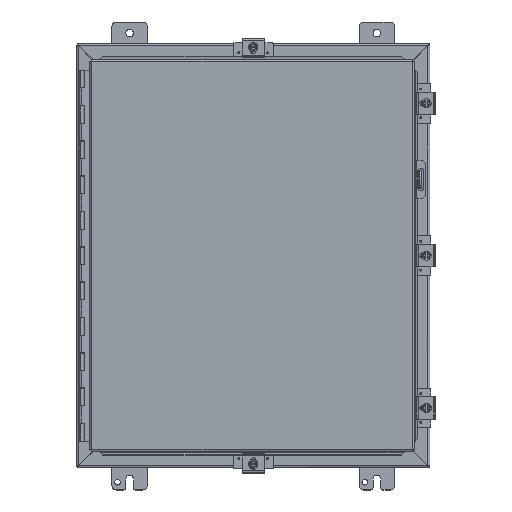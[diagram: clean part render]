
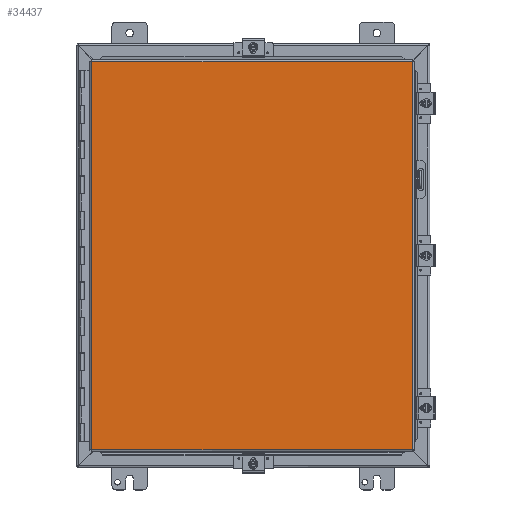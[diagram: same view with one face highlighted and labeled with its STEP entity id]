
A CAD part, top view. The second image highlights one B-rep face of the part: STEP entity #34437.
In plain terms, the highlighted face is planar.
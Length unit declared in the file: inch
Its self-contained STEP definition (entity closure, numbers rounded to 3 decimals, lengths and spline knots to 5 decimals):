
#2141 = DIRECTION ( 'NONE',  ( -1., 0., 0. ) ) ;
#3138 = EDGE_CURVE ( 'NONE', #23980, #24364, #38309, .T. ) ;
#6290 = VECTOR ( 'NONE', #11067, 39.37008 ) ;
#7308 = EDGE_CURVE ( 'NONE', #21238, #45011, #36741, .T. ) ;
#7703 = DIRECTION ( 'NONE',  ( 0., -1., 0. ) ) ;
#7877 = ORIENTED_EDGE ( 'NONE', *, *, #3138, .T. ) ;
#9930 = CARTESIAN_POINT ( 'NONE',  ( 9.08225, 10.9885, 0. ) ) ;
#11067 = DIRECTION ( 'NONE',  ( 0., 1., 0. ) ) ;
#13416 = CARTESIAN_POINT ( 'NONE',  ( -9.08225, -10.9885, 0. ) ) ;
#16870 = LINE ( 'NONE', #21024, #37193 ) ;
#17300 = PLANE ( 'NONE',  #28014 ) ;
#17452 = DIRECTION ( 'NONE',  ( 0., 0., 1. ) ) ;
#21024 = CARTESIAN_POINT ( 'NONE',  ( -9.08225, 10.9885, 0. ) ) ;
#21238 = VERTEX_POINT ( 'NONE', #31931 ) ;
#22450 = EDGE_CURVE ( 'NONE', #24364, #21238, #46385, .T. ) ;
#23980 = VERTEX_POINT ( 'NONE', #9930 ) ;
#24364 = VERTEX_POINT ( 'NONE', #39221 ) ;
#25000 = CARTESIAN_POINT ( 'NONE',  ( 9.08225, -10.9885, 0. ) ) ;
#28014 = AXIS2_PLACEMENT_3D ( 'NONE', #40277, #17452, #44031 ) ;
#28222 = VECTOR ( 'NONE', #7703, 39.37008 ) ;
#28300 = FACE_OUTER_BOUND ( 'NONE', #49152, .T. ) ;
#29225 = CARTESIAN_POINT ( 'NONE',  ( -9.08225, 10.9885, 0. ) ) ;
#29710 = ORIENTED_EDGE ( 'NONE', *, *, #44894, .T. ) ;
#31931 = CARTESIAN_POINT ( 'NONE',  ( -9.08225, -10.9885, 0. ) ) ;
#33609 = ORIENTED_EDGE ( 'NONE', *, *, #22450, .T. ) ;
#34437 = ADVANCED_FACE ( 'NONE', ( #28300 ), #17300, .F. ) ;
#36741 = LINE ( 'NONE', #13416, #6290 ) ;
#36808 = ORIENTED_EDGE ( 'NONE', *, *, #7308, .T. ) ;
#37193 = VECTOR ( 'NONE', #47526, 39.37008 ) ;
#38309 = LINE ( 'NONE', #40004, #28222 ) ;
#39221 = CARTESIAN_POINT ( 'NONE',  ( 9.08225, -10.9885, 0. ) ) ;
#40004 = CARTESIAN_POINT ( 'NONE',  ( 9.08225, 10.9885, 0. ) ) ;
#40277 = CARTESIAN_POINT ( 'NONE',  ( 0., 0., 0. ) ) ;
#41089 = VECTOR ( 'NONE', #2141, 39.37008 ) ;
#44031 = DIRECTION ( 'NONE',  ( 1., 0., 0. ) ) ;
#44894 = EDGE_CURVE ( 'NONE', #45011, #23980, #16870, .T. ) ;
#45011 = VERTEX_POINT ( 'NONE', #29225 ) ;
#46385 = LINE ( 'NONE', #25000, #41089 ) ;
#47526 = DIRECTION ( 'NONE',  ( 1., 0., 0. ) ) ;
#49152 = EDGE_LOOP ( 'NONE', ( #36808, #29710, #7877, #33609 ) ) ;
